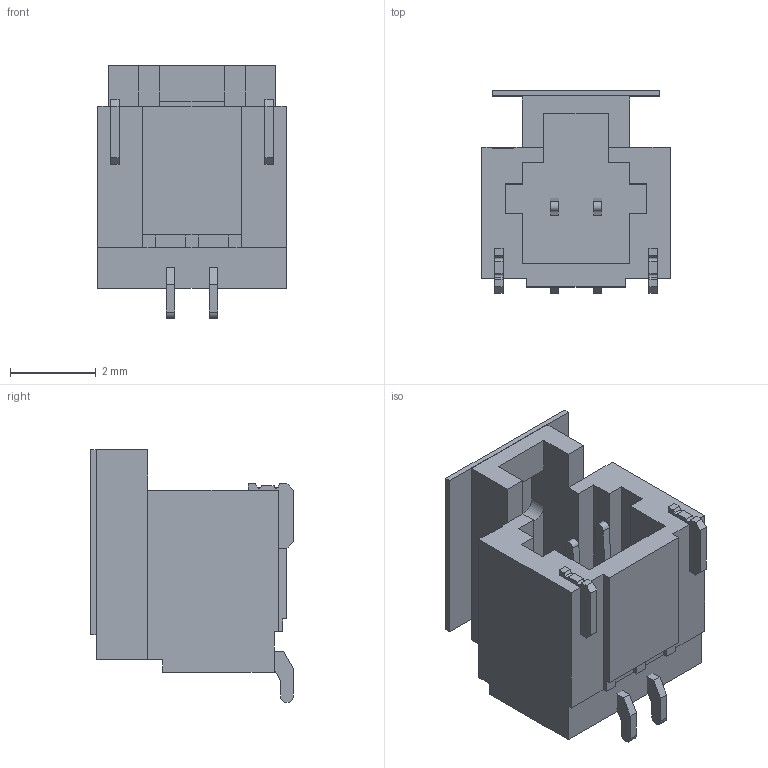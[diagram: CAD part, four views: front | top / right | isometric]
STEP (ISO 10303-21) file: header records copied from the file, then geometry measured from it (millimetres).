
FILE_DESCRIPTION(/* description */ ('STEP AP214'),/* implementation_level */ '2;1');
FILE_NAME(/* name */ 'T1M-02-F-SH-L-K',/* time_stamp */ '2023-06-26T02:51:48+02:00',/* author */ ('License CC BY-ND 4.0'),/* organization */ ('CADENAS'),/* preprocessor_version */ 'ST-DEVELOPER v19.3',/* originating_system */ 'PARTsolutions',/* authorisation */ ' ');
FILE_SCHEMA (('AUTOMOTIVE_DESIGN {1 0 10303 214 3 1 1}'));
Length unit declared in the file: millimetre
Products named in the file (4): T1M-02-F-SH-L-K; K-DOT-154x170-297-005; P2T1M-02-T-SH-L; T1T1M-02-T-SH-L
Assembly tree (3 placements, depth 2):
  T1M-02-F-SH-L-K
    K-DOT-154x170-297-005
    P2T1M-02-T-SH-L
    T1T1M-02-T-SH-L
Bounding box: 4.4 x 4.73 x 5.9 mm (x, y, z)
Volume: 49.4 mm3; surface area: 209.8 mm2
Topology: 3 solids, 3 shells, 122 faces, 343 edges, 226 vertices
Faces by surface type: plane 110, cylinder 12
Entity records: 3974 total; most frequent: CARTESIAN_POINT 695, ORIENTED_EDGE 686, DIRECTION 619, EDGE_CURVE 343, LINE 319, VECTOR 319, VERTEX_POINT 226, AXIS2_PLACEMENT_3D 150
